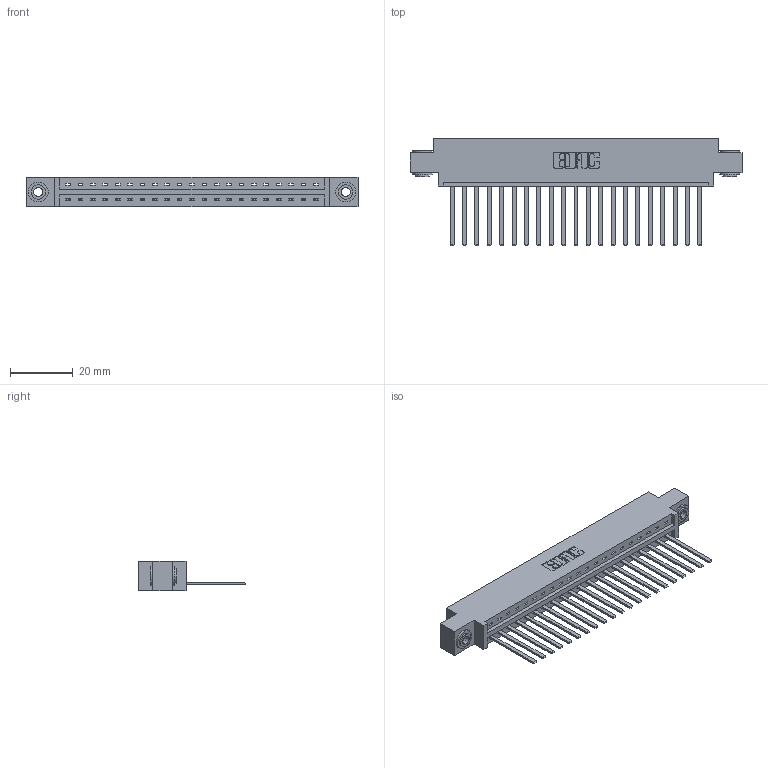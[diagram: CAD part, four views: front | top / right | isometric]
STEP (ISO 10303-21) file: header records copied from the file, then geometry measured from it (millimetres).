
FILE_DESCRIPTION (( 'STEP AP203' ), '1' );
FILE_NAME ('387-021-544-603.STEP', '2019-10-03T00:26:32', ( '' ), ( '' ), 'SwSTEP 2.0', 'SolidWorks 2016', '' );
FILE_SCHEMA (( 'CONFIG_CONTROL_DESIGN' ));
Length unit declared in the file: inch
Products named in the file (4): 387-021-544-603; 345-250-002_345-250-002-102; 345-292-001_345-293-144; 337 Part_0.170 Offset - 0.156 Dia-TH
Assembly tree (24 placements, depth 2):
  387-021-544-603
    337 Part_0.170 Offset - 0.156 Dia-TH
    345-292-001_345-293-144  x21
    345-250-002_345-250-002-102  x2
Bounding box: 106.22 x 34.3 x 9.4 mm (x, y, z)
Volume: 10922.4 mm3; surface area: 12299.3 mm2
Topology: 24 solids, 24 shells, 1332 faces, 3969 edges, 2614 vertices
Faces by surface type: plane 966, cylinder 358, cone 8
Entity records: 18924 total; most frequent: CARTESIAN_POINT 3272, ORIENTED_EDGE 3222, DIRECTION 2827, EDGE_CURVE 1611, LINE 1463, VECTOR 1463, VERTEX_POINT 1070, AXIS2_PLACEMENT_3D 682
